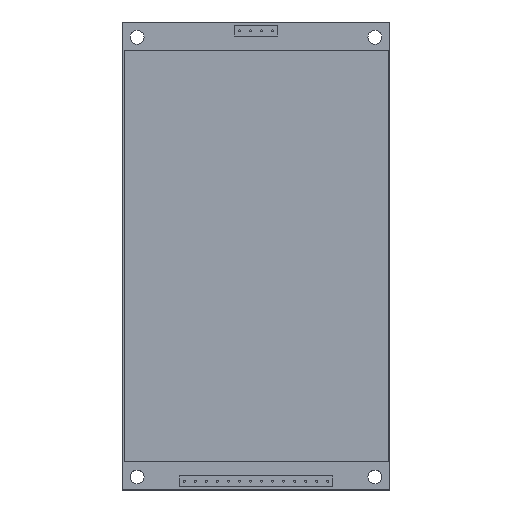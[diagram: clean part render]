
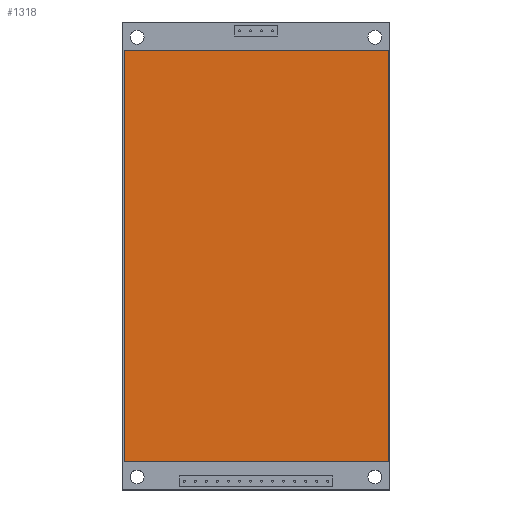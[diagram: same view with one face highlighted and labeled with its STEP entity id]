
A CAD part, top view. The second image highlights one B-rep face of the part: STEP entity #1318.
In plain terms, the highlighted planar face has unit normal (0, 0, 1).
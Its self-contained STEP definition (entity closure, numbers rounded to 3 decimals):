
#224=FACE_OUTER_BOUND('',#323,.T.);
#323=EDGE_LOOP('',(#935,#936,#937,#938));
#465=LINE('',#2082,#553);
#468=LINE('',#2088,#556);
#471=LINE('',#2094,#559);
#474=LINE('',#2098,#562);
#553=VECTOR('',#1632,10.);
#556=VECTOR('',#1637,10.);
#559=VECTOR('',#1642,10.);
#562=VECTOR('',#1647,10.);
#641=VERTEX_POINT('',#2079);
#642=VERTEX_POINT('',#2081);
#644=VERTEX_POINT('',#2087);
#646=VERTEX_POINT('',#2093);
#753=EDGE_CURVE('',#642,#641,#465,.T.);
#756=EDGE_CURVE('',#644,#642,#468,.T.);
#759=EDGE_CURVE('',#646,#644,#471,.T.);
#762=EDGE_CURVE('',#641,#646,#474,.T.);
#935=ORIENTED_EDGE('',*,*,#762,.T.);
#936=ORIENTED_EDGE('',*,*,#759,.T.);
#937=ORIENTED_EDGE('',*,*,#756,.T.);
#938=ORIENTED_EDGE('',*,*,#753,.T.);
#1259=PLANE('',#1451);
#1318=ADVANCED_FACE('',(#224),#1259,.T.);
#1451=AXIS2_PLACEMENT_3D('',#2099,#1648,#1649);
#1632=DIRECTION('',(1.,0.,0.));
#1637=DIRECTION('',(0.,-1.,0.));
#1642=DIRECTION('',(-1.,0.,0.));
#1647=DIRECTION('',(0.,1.,0.));
#1648=DIRECTION('center_axis',(0.,0.,1.));
#1649=DIRECTION('ref_axis',(1.,0.,0.));
#2079=CARTESIAN_POINT('',(30.53,-47.52,4.24));
#2081=CARTESIAN_POINT('',(-30.47,-47.52,4.24));
#2082=CARTESIAN_POINT('',(-30.47,-47.52,4.24));
#2087=CARTESIAN_POINT('',(-30.47,47.48,4.24));
#2088=CARTESIAN_POINT('',(-30.47,-47.52,4.24));
#2093=CARTESIAN_POINT('',(30.53,47.48,4.24));
#2094=CARTESIAN_POINT('',(-30.47,47.48,4.24));
#2098=CARTESIAN_POINT('',(30.53,-47.52,4.24));
#2099=CARTESIAN_POINT('Origin',(0.03,-0.02,
4.24));
